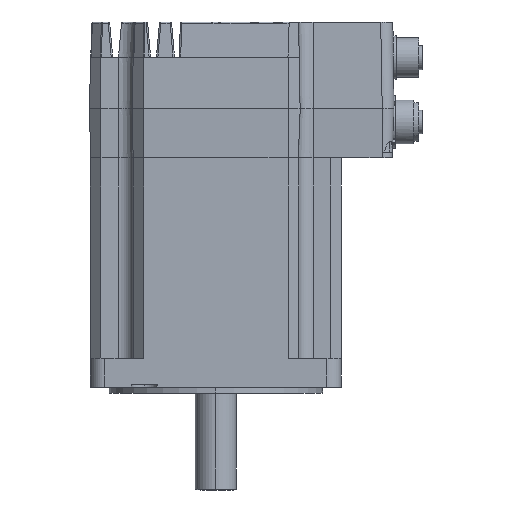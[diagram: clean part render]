
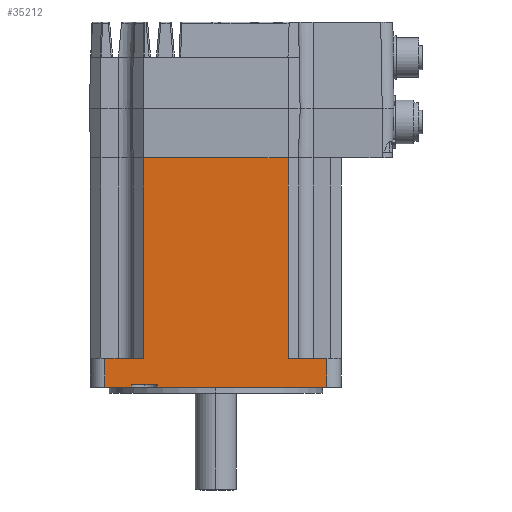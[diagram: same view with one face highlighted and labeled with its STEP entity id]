
A CAD part, front view. The second image highlights one B-rep face of the part: STEP entity #35212.
In plain terms, the highlighted planar face has unit normal (0, -1, 0).
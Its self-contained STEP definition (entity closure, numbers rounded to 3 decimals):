
#620 = AXIS2_PLACEMENT_3D ( 'NONE', #46012, #3306, #22474 ) ;
#1127 = VECTOR ( 'NONE', #39692, 1000. ) ;
#1422 = CARTESIAN_POINT ( 'NONE',  ( 0., -42.9, 0. ) ) ;
#1805 = CARTESIAN_POINT ( 'NONE',  ( 38., -42.9, 9.9 ) ) ;
#2027 = PLANE ( 'NONE',  #620 ) ;
#2650 = VECTOR ( 'NONE', #31927, 1000. ) ;
#2700 = ORIENTED_EDGE ( 'NONE', *, *, #50806, .F. ) ;
#3306 = DIRECTION ( 'NONE',  ( 0., 1., 0. ) ) ;
#3739 = VECTOR ( 'NONE', #4085, 1000. ) ;
#4007 = CARTESIAN_POINT ( 'NONE',  ( 0., -42.9, 9.91 ) ) ;
#4085 = DIRECTION ( 'NONE',  ( 1., 0., 0. ) ) ;
#5489 = ORIENTED_EDGE ( 'NONE', *, *, #46846, .F. ) ;
#6584 = VERTEX_POINT ( 'NONE', #49153 ) ;
#6818 = CARTESIAN_POINT ( 'NONE',  ( -29., -42.9, 1. ) ) ;
#7179 = LINE ( 'NONE', #19618, #48154 ) ;
#7732 = CARTESIAN_POINT ( 'NONE',  ( 0., -42.9, 9.9 ) ) ;
#7776 = VERTEX_POINT ( 'NONE', #18577 ) ;
#8128 = VERTEX_POINT ( 'NONE', #36042 ) ;
#8317 = EDGE_LOOP ( 'NONE', ( #18736, #45796, #14909, #9256, #2700, #5489, #48436, #38200, #50254, #28791, #31352, #33141 ) ) ;
#8373 = CARTESIAN_POINT ( 'NONE',  ( 24.7, -42.9, 9.9 ) ) ;
#8565 = DIRECTION ( 'NONE',  ( 0., 0., 1. ) ) ;
#9149 = VERTEX_POINT ( 'NONE', #10506 ) ;
#9256 = ORIENTED_EDGE ( 'NONE', *, *, #22694, .F. ) ;
#10506 = CARTESIAN_POINT ( 'NONE',  ( -24.7, -42.9, 9.91 ) ) ;
#10671 = CARTESIAN_POINT ( 'NONE',  ( -20., -42.9, 0. ) ) ;
#10999 = VERTEX_POINT ( 'NONE', #8373 ) ;
#11034 = VERTEX_POINT ( 'NONE', #32863 ) ;
#11166 = LINE ( 'NONE', #11689, #33005 ) ;
#11672 = VECTOR ( 'NONE', #31454, 1000. ) ;
#11689 = CARTESIAN_POINT ( 'NONE',  ( 0., -42.9, 0. ) ) ;
#12553 = LINE ( 'NONE', #16157, #2650 ) ;
#13756 = CARTESIAN_POINT ( 'NONE',  ( -29., -42.9, 0. ) ) ;
#14432 = EDGE_CURVE ( 'NONE', #25043, #9149, #35535, .T. ) ;
#14909 = ORIENTED_EDGE ( 'NONE', *, *, #14432, .F. ) ;
#15237 = LINE ( 'NONE', #35652, #45102 ) ;
#16157 = CARTESIAN_POINT ( 'NONE',  ( -29., -42.9, 4. ) ) ;
#17926 = DIRECTION ( 'NONE',  ( 0., 0., 1. ) ) ;
#18577 = CARTESIAN_POINT ( 'NONE',  ( 24.7, -42.9, 78.5 ) ) ;
#18736 = ORIENTED_EDGE ( 'NONE', *, *, #40543, .F. ) ;
#19618 = CARTESIAN_POINT ( 'NONE',  ( -38., -42.9, 176.743 ) ) ;
#19819 = DIRECTION ( 'NONE',  ( 1., 0., 0. ) ) ;
#20372 = DIRECTION ( 'NONE',  ( -1., 0., 0. ) ) ;
#20642 = LINE ( 'NONE', #39510, #3739 ) ;
#21214 = VECTOR ( 'NONE', #17926, 1000. ) ;
#21921 = EDGE_CURVE ( 'NONE', #10999, #51032, #35099, .T. ) ;
#22307 = CARTESIAN_POINT ( 'NONE',  ( -24.7, -42.9, 176.743 ) ) ;
#22474 = DIRECTION ( 'NONE',  ( -1., 0., 0. ) ) ;
#22564 = LINE ( 'NONE', #22307, #21214 ) ;
#22694 = EDGE_CURVE ( 'NONE', #8128, #25043, #7179, .T. ) ;
#23938 = LINE ( 'NONE', #35539, #1127 ) ;
#24418 = VERTEX_POINT ( 'NONE', #28626 ) ;
#24560 = EDGE_CURVE ( 'NONE', #51032, #11034, #23938, .T. ) ;
#25043 = VERTEX_POINT ( 'NONE', #36339 ) ;
#27709 = VECTOR ( 'NONE', #19819, 1000. ) ;
#28626 = CARTESIAN_POINT ( 'NONE',  ( -20., -42.9, 1. ) ) ;
#28791 = ORIENTED_EDGE ( 'NONE', *, *, #24560, .F. ) ;
#29373 = EDGE_CURVE ( 'NONE', #10999, #7776, #47579, .T. ) ;
#31352 = ORIENTED_EDGE ( 'NONE', *, *, #21921, .F. ) ;
#31454 = DIRECTION ( 'NONE',  ( 1., 0., 0. ) ) ;
#31923 = VERTEX_POINT ( 'NONE', #6818 ) ;
#31927 = DIRECTION ( 'NONE',  ( 0., 0., -1. ) ) ;
#32863 = CARTESIAN_POINT ( 'NONE',  ( 38., -42.9, 0. ) ) ;
#33005 = VECTOR ( 'NONE', #42481, 1000. ) ;
#33076 = CARTESIAN_POINT ( 'NONE',  ( 0., -42.9, 1. ) ) ;
#33141 = ORIENTED_EDGE ( 'NONE', *, *, #29373, .T. ) ;
#33189 = EDGE_CURVE ( 'NONE', #38971, #24418, #15237, .T. ) ;
#33580 = EDGE_CURVE ( 'NONE', #11034, #38971, #36896, .T. ) ;
#35099 = LINE ( 'NONE', #7732, #11672 ) ;
#35212 = ADVANCED_FACE ( 'NONE', ( #37466 ), #2027, .F. ) ;
#35535 = LINE ( 'NONE', #4007, #27709 ) ;
#35539 = CARTESIAN_POINT ( 'NONE',  ( 38., -42.9, 176.743 ) ) ;
#35652 = CARTESIAN_POINT ( 'NONE',  ( -20., -42.9, 4. ) ) ;
#36042 = CARTESIAN_POINT ( 'NONE',  ( -38., -42.9, 0. ) ) ;
#36339 = CARTESIAN_POINT ( 'NONE',  ( -38., -42.9, 9.91 ) ) ;
#36896 = LINE ( 'NONE', #1422, #47524 ) ;
#37466 = FACE_OUTER_BOUND ( 'NONE', #8317, .T. ) ;
#38200 = ORIENTED_EDGE ( 'NONE', *, *, #33189, .F. ) ;
#38971 = VERTEX_POINT ( 'NONE', #10671 ) ;
#39510 = CARTESIAN_POINT ( 'NONE',  ( 45., -42.9, 78.5 ) ) ;
#39692 = DIRECTION ( 'NONE',  ( 0., 0., -1. ) ) ;
#40543 = EDGE_CURVE ( 'NONE', #6584, #7776, #20642, .T. ) ;
#41440 = VECTOR ( 'NONE', #8565, 1000. ) ;
#41927 = EDGE_CURVE ( 'NONE', #9149, #6584, #22564, .T. ) ;
#42481 = DIRECTION ( 'NONE',  ( -1., 0., 0. ) ) ;
#44961 = EDGE_CURVE ( 'NONE', #24418, #31923, #47175, .T. ) ;
#45102 = VECTOR ( 'NONE', #47105, 1000. ) ;
#45796 = ORIENTED_EDGE ( 'NONE', *, *, #41927, .F. ) ;
#46012 = CARTESIAN_POINT ( 'NONE',  ( 0., -42.9, 176.743 ) ) ;
#46250 = VECTOR ( 'NONE', #48889, 1000. ) ;
#46846 = EDGE_CURVE ( 'NONE', #31923, #47127, #12553, .T. ) ;
#47105 = DIRECTION ( 'NONE',  ( 0., 0., 1. ) ) ;
#47127 = VERTEX_POINT ( 'NONE', #13756 ) ;
#47175 = LINE ( 'NONE', #33076, #46250 ) ;
#47524 = VECTOR ( 'NONE', #20372, 1000. ) ;
#47579 = LINE ( 'NONE', #51198, #41440 ) ;
#48154 = VECTOR ( 'NONE', #50631, 1000. ) ;
#48436 = ORIENTED_EDGE ( 'NONE', *, *, #44961, .F. ) ;
#48889 = DIRECTION ( 'NONE',  ( -1., 0., 0. ) ) ;
#49153 = CARTESIAN_POINT ( 'NONE',  ( -24.7, -42.9, 78.5 ) ) ;
#50254 = ORIENTED_EDGE ( 'NONE', *, *, #33580, .F. ) ;
#50631 = DIRECTION ( 'NONE',  ( 0., 0., 1. ) ) ;
#50806 = EDGE_CURVE ( 'NONE', #47127, #8128, #11166, .T. ) ;
#51032 = VERTEX_POINT ( 'NONE', #1805 ) ;
#51198 = CARTESIAN_POINT ( 'NONE',  ( 24.7, -42.9, -127.06 ) ) ;
